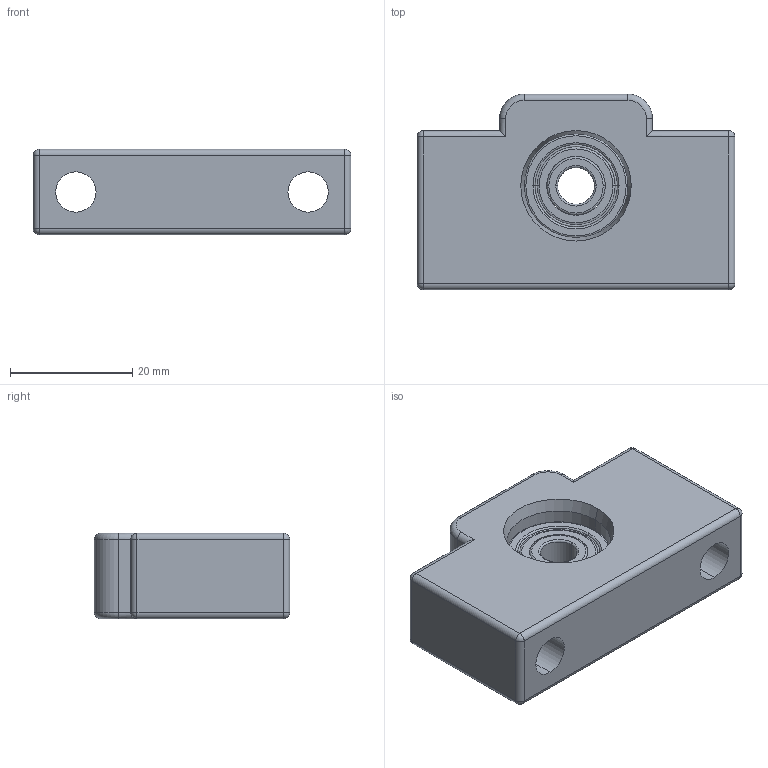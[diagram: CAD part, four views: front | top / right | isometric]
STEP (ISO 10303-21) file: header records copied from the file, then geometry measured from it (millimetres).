
FILE_DESCRIPTION (( 'STEP AP214' ), '1' );
FILE_NAME ('EF08疒玉.STEP', '2018-12-10T05:04:36', ( 'Windows 荤侩磊' ), ( '' ), 'SwSTEP 2.0', 'SolidWorks 2013', '' );
FILE_SCHEMA (( 'AUTOMOTIVE_DESIGN' ));
Length unit declared in the file: millimetre
Products named in the file (3): 606ZZ軸承; EF08_體(成_) ; EF08疒玉
Assembly tree (2 placements, depth 2):
  EF08疒玉
    EF08_體(成_) 
    606ZZ軸承
Bounding box: 52 x 32 x 14 mm (x, y, z)
Volume: 15314.8 mm3; surface area: 8446.4 mm2
Topology: 17 solids, 17 shells, 166 faces, 384 edges, 220 vertices
Faces by surface type: cylinder 52, torus 46, sphere 32, plane 24, cone 12
Entity records: 4471 total; most frequent: DIRECTION 872, CARTESIAN_POINT 683, ORIENTED_EDGE 632, AXIS2_PLACEMENT_3D 389, EDGE_CURVE 316, CIRCLE 218, VERTEX_POINT 184, EDGE_LOOP 180
